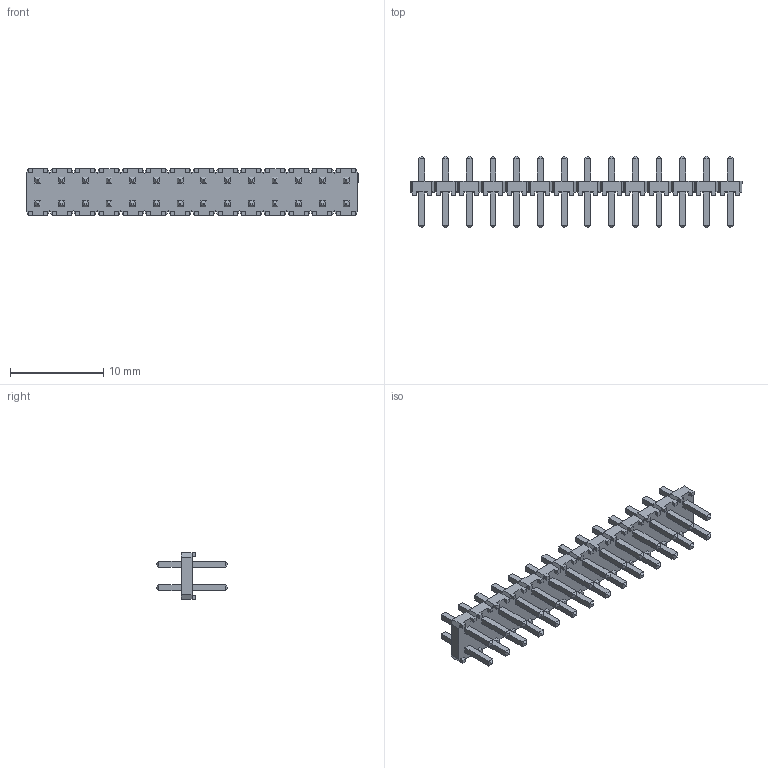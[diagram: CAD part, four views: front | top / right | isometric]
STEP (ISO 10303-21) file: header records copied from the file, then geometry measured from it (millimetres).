
FILE_DESCRIPTION (( 'STEP AP214' ), '1' );
FILE_NAME ('Samtec-DEFAULT.step', '2010-12-16T02:53:59', ( 'sysAdmin' ), ( 'SolidWorks' ), 'SwSTEP 2.0', 'SolidWorks 2011', '' );
FILE_SCHEMA (( 'AUTOMOTIVE_DESIGN' ));
Length unit declared in the file: inch
Products named in the file (1): Samtec-DEFAULT
Bounding box: 35.56 x 7.62 x 5.03 mm (x, y, z)
Volume: 274.6 mm3; surface area: 934.6 mm2
Topology: 1 solids, 1 shells, 816 faces, 1994 edges, 1236 vertices
Faces by surface type: plane 816
Entity records: 27174 total; most frequent: CARTESIAN_POINT 4047, ORIENTED_EDGE 3988, DIRECTION 3628, VECTOR 1994, LINE 1994, EDGE_CURVE 1994, VERTEX_POINT 1236, EDGE_LOOP 872
